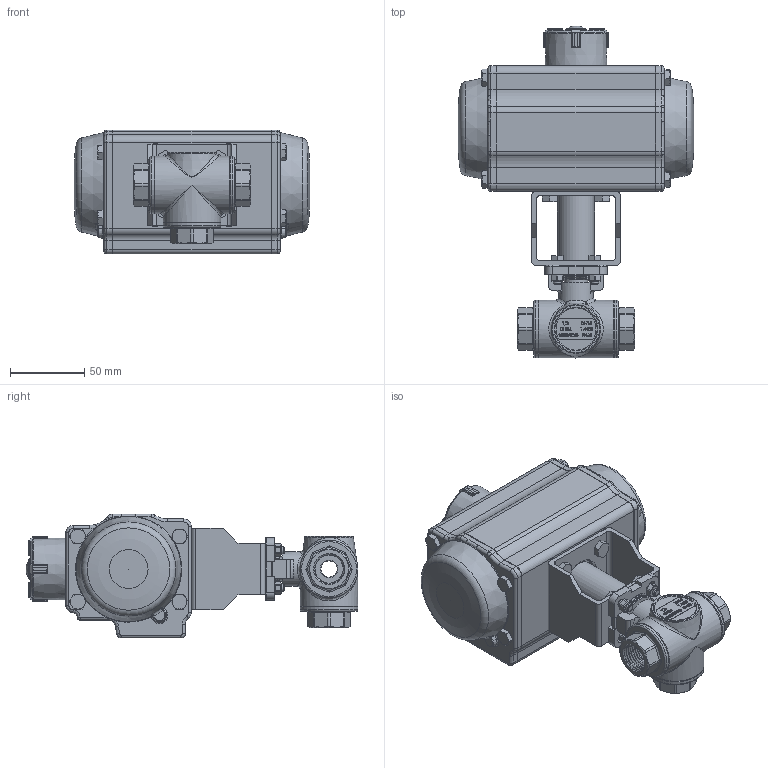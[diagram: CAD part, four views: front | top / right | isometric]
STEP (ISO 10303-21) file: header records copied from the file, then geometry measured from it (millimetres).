
FILE_DESCRIPTION(/* description */ ('Unknown','CAx-IF Rec.Pracs.---Representation and Presentation of Product Manufacturing Information (PMI)---4.0---2014-10-13','CAx-IF Rec.Pracs.---3D Tessellated Geometry---0.4---2014-09-14','2;1'),/* implementation_level */ '2;1');
FILE_NAME(/* name */ 'FR02 9334_9335-04',/* time_stamp */ '2023-10-31T11:11:18+01:00',/* author */ ('Unknown'),/* organization */ ('Unknown'),/* preprocessor_version */ 'ST-DEVELOPER v18.102',/* originating_system */ 'Solid Edge',/* authorisation */ 'Unknown');
FILE_SCHEMA (('AP242_MANAGED_MODEL_BASED_3D_ENGINEERING_MIM_LF { 1 0 10303 442 1 1 4 }'));
Products named in the file (14): FR26-8.303_308.015; 8.303_308.015; Brücke F03-F05; DW36_FR26; KP-63; hexagon head bolts--product grade c gb_GB_FASTENER_BOLT_HHBC M6X30-N; cup head nib bolts with large head gb_GB_FASTENER_BOLT_CHNBW M6X25-N; _____________; ________(___________; ______; Spindeladapter SW14, Aufbau 50; DIN558 M5x16; DIN558_M_6x12.1.3; DIN934_M5
Assembly tree (31 placements, depth 3):
  FR26-8.303_308.015
    8.303_308.015
    Brücke F03-F05
    DW36_FR26
      KP-63
      hexagon head bolts--product grade c gb_GB_FASTENER_BOLT_HHBC M6X30-N  x8
      cup head nib bolts with large head gb_GB_FASTENER_BOLT_CHNBW M6X25-N
      _____________  x2
      ________(___________  x2
      ______
    Spindeladapter SW14, Aufbau 50
    DIN558 M5x16  x4
    DIN558_M_6x12.1.3  x4
    DIN934_M5  x4
Bounding box: 159 x 224.1 x 83.7 mm (x, y, z)
Volume: 1049670 mm3; surface area: 140496.4 mm2
Topology: 30 solids, 31 shells, 2018 faces, 5080 edges, 3149 vertices
Faces by surface type: plane 833, cylinder 527, bspline 310, cone 156, torus 153, sphere 39
Full cylindrical faces by diameter (mm): 2.325 x2, 2.5 x4, 3 x16, 3.3 x8, 4.134 x4, 4.2 x8, 4.66 x1, 5 x17, 6 x17, 6.2 x1, 6.8 x4, 7 x4, 8.8 x2, 11 x2, 15.7 x1, 15.8 x1, 18 x1, 20.2 x1, 23.5 x1, 25 x2, 25.5 x1, 25.94 x2, 27 x1, 28 x1, 30 x1, 38.5 x1, 39 x5
Entity records: 76831 total; most frequent: CARTESIAN_POINT 40566, ORIENTED_EDGE 7608, DIRECTION 6748, EDGE_CURVE 3804, VERTEX_POINT 2505, AXIS2_PLACEMENT_3D 2420, FACE_BOUND 1911, LINE 1908
